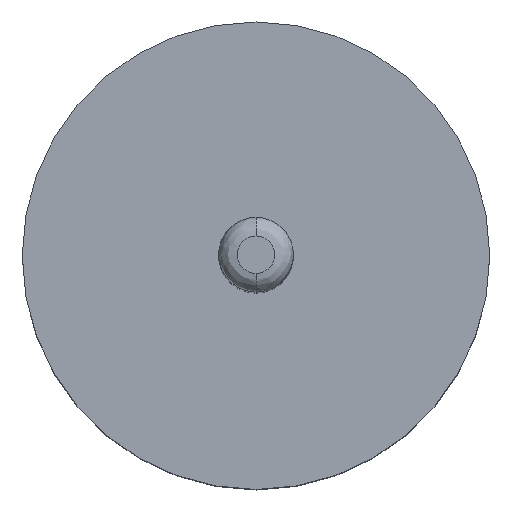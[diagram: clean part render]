
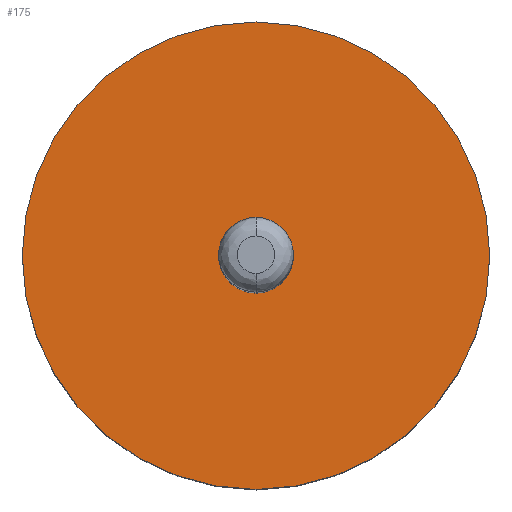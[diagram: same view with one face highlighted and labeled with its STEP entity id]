
A CAD part, top view. The second image highlights one B-rep face of the part: STEP entity #175.
In plain terms, the highlighted planar face has unit normal (0, 0, 1).
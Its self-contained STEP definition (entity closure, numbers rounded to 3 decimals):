
#2=CARTESIAN_POINT('',(0.,0.,-3.2));
#3=DIRECTION('',(0.,0.,-1.));
#4=DIRECTION('',(0.,-1.,0.));
#5=AXIS2_PLACEMENT_3D('',#2,#3,#4);
#7=CARTESIAN_POINT('',(0.,0.,-3.2));
#8=DIRECTION('',(0.,0.,1.));
#9=DIRECTION('',(0.,-1.,0.));
#10=AXIS2_PLACEMENT_3D('',#7,#8,#9);
#54=CARTESIAN_POINT('',(0.,0.,-3.2));
#55=DIRECTION('',(0.,0.,1.));
#56=DIRECTION('',(0.,-1.,0.));
#57=AXIS2_PLACEMENT_3D('',#54,#55,#56);
#63=CARTESIAN_POINT('',(0.,0.,-3.2));
#64=DIRECTION('',(0.,0.,-1.));
#65=DIRECTION('',(0.,-1.,0.));
#66=AXIS2_PLACEMENT_3D('',#63,#64,#65);
#126=CARTESIAN_POINT('',(0.,-1.25,-3.2));
#128=VERTEX_POINT('',#126);
#135=CARTESIAN_POINT('',(0.,-0.2,-3.2));
#137=VERTEX_POINT('',#135);
#138=CARTESIAN_POINT('',(0.,1.25,-3.2));
#140=VERTEX_POINT('',#138);
#147=CARTESIAN_POINT('',(0.,0.2,-3.2));
#149=VERTEX_POINT('',#147);
#158=CARTESIAN_POINT('',(0.,0.,-3.2));
#159=DIRECTION('',(0.,0.,-1.));
#160=DIRECTION('',(0.,-1.,0.));
#161=AXIS2_PLACEMENT_3D('',#158,#159,#160);
#162=PLANE('',#161);
#164=ORIENTED_EDGE('',*,*,#163,.F.);
#166=ORIENTED_EDGE('',*,*,#165,.T.);
#167=EDGE_LOOP('',(#164,#166));
#168=FACE_OUTER_BOUND('',#167,.F.);
#170=ORIENTED_EDGE('',*,*,#169,.F.);
#172=ORIENTED_EDGE('',*,*,#171,.T.);
#173=EDGE_LOOP('',(#170,#172));
#174=FACE_BOUND('',#173,.F.);
#6=CIRCLE('',#5,0.2);
#11=CIRCLE('',#10,0.2);
#58=CIRCLE('',#57,1.25);
#67=CIRCLE('',#66,1.25);
#163=EDGE_CURVE('',#128,#140,#58,.T.);
#165=EDGE_CURVE('',#128,#140,#67,.T.);
#169=EDGE_CURVE('',#137,#149,#6,.T.);
#171=EDGE_CURVE('',#137,#149,#11,.T.);
#175=ADVANCED_FACE('',(#168,#174),#162,.F.);
